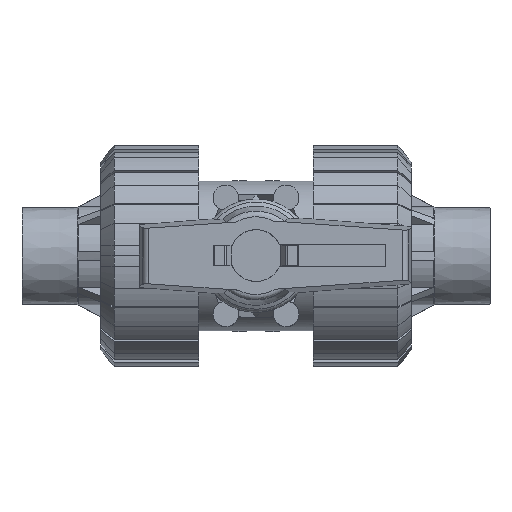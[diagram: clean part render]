
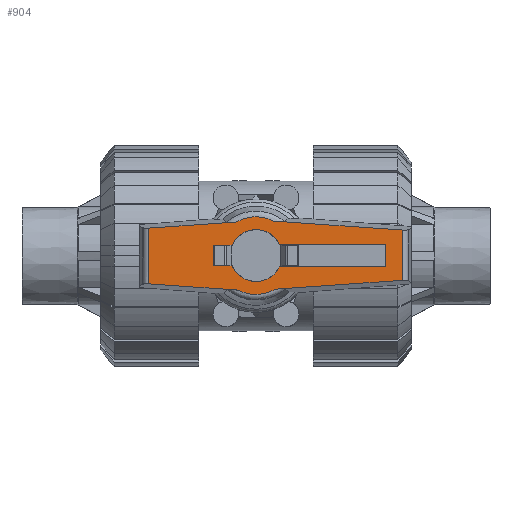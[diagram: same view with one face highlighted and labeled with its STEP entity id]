
A CAD part, top view. The second image highlights one B-rep face of the part: STEP entity #904.
In plain terms, the highlighted planar face has unit normal (0, 0, 1).
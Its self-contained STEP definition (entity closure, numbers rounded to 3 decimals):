
#904=ADVANCED_FACE('',(#2120,#2121),#2122,.T.);
#2120=FACE_BOUND('',#3718,.T.);
#2121=FACE_OUTER_BOUND('',#3719,.T.);
#2122=PLANE('',#3720);
#3718=EDGE_LOOP('',(#6030,#6031,#6032,#6033,#6034,#6035,#6036,#6037));
#3719=EDGE_LOOP('',(#6038,#6039,#6040,#6041,#6042,#6043,#6044,#6045));
#3720=AXIS2_PLACEMENT_3D('',#6046,#6047,#6048);
#6030=ORIENTED_EDGE('',*,*,#10155,.T.);
#6031=ORIENTED_EDGE('',*,*,#10226,.T.);
#6032=ORIENTED_EDGE('',*,*,#10323,.T.);
#6033=ORIENTED_EDGE('',*,*,#10331,.T.);
#6034=ORIENTED_EDGE('',*,*,#10137,.T.);
#6035=ORIENTED_EDGE('',*,*,#10077,.T.);
#6036=ORIENTED_EDGE('',*,*,#10068,.T.);
#6037=ORIENTED_EDGE('',*,*,#10146,.T.);
#6038=ORIENTED_EDGE('',*,*,#10287,.T.);
#6039=ORIENTED_EDGE('',*,*,#10446,.T.);
#6040=ORIENTED_EDGE('',*,*,#10377,.T.);
#6041=ORIENTED_EDGE('',*,*,#10395,.F.);
#6042=ORIENTED_EDGE('',*,*,#10312,.T.);
#6043=ORIENTED_EDGE('',*,*,#10416,.T.);
#6044=ORIENTED_EDGE('',*,*,#10365,.T.);
#6045=ORIENTED_EDGE('',*,*,#10393,.T.);
#6046=CARTESIAN_POINT('',(6.432,0.0,122.5));
#6047=DIRECTION('',(0.0,0.0,1.0));
#6048=DIRECTION('',(1.0,0.0,0.0));
#10068=EDGE_CURVE('',#12112,#12113,#12114,.T.);
#10077=EDGE_CURVE('',#12127,#12112,#12128,.T.);
#10137=EDGE_CURVE('',#12224,#12127,#12225,.T.);
#10146=EDGE_CURVE('',#12113,#12238,#12239,.T.);
#10155=EDGE_CURVE('',#12238,#12249,#12250,.T.);
#10226=EDGE_CURVE('',#12249,#12341,#12343,.T.);
#10287=EDGE_CURVE('',#12445,#12443,#12446,.T.);
#10312=EDGE_CURVE('',#12489,#12487,#12490,.T.);
#10323=EDGE_CURVE('',#12341,#12507,#12508,.T.);
#10331=EDGE_CURVE('',#12507,#12224,#12517,.T.);
#10365=EDGE_CURVE('',#12565,#12563,#12566,.T.);
#10377=EDGE_CURVE('',#12585,#12583,#12586,.T.);
#10393=EDGE_CURVE('',#12563,#12445,#12605,.T.);
#10395=EDGE_CURVE('',#12489,#12583,#12607,.T.);
#10416=EDGE_CURVE('',#12487,#12565,#12634,.T.);
#10446=EDGE_CURVE('',#12443,#12585,#12664,.T.);
#12112=VERTEX_POINT('',#15125);
#12113=VERTEX_POINT('',#15126);
#12114=LINE('',#15127,#15128);
#12127=VERTEX_POINT('',#15147);
#12128=LINE('',#15148,#15149);
#12224=VERTEX_POINT('',#15278);
#12225=CIRCLE('',#15279,8.571);
#12238=VERTEX_POINT('',#15294);
#12239=LINE('',#15295,#15296);
#12249=VERTEX_POINT('',#15311);
#12250=CIRCLE('',#15312,8.571);
#12341=VERTEX_POINT('',#15436);
#12343=LINE('',#15439,#15440);
#12443=VERTEX_POINT('',#15737);
#12445=VERTEX_POINT('',#15768);
#12446=LINE('',#15769,#15770);
#12487=VERTEX_POINT('',#15916);
#12489=VERTEX_POINT('',#15947);
#12490=LINE('',#15948,#15949);
#12507=VERTEX_POINT('',#15971);
#12508=LINE('',#15972,#15973);
#12517=LINE('',#15985,#15986);
#12563=VERTEX_POINT('',#16107);
#12565=VERTEX_POINT('',#16109);
#12566=LINE('',#16110,#16111);
#12583=VERTEX_POINT('',#16182);
#12585=VERTEX_POINT('',#16184);
#12586=LINE('',#16185,#16186);
#12605=LINE('',#16277,#16278);
#12607=LINE('',#16280,#16281);
#12634=CIRCLE('',#16378,12.863);
#12664=CIRCLE('',#16408,12.863);
#15125=CARTESIAN_POINT('',(42.917,3.75,122.5));
#15126=CARTESIAN_POINT('',(42.917,-3.75,122.5));
#15127=CARTESIAN_POINT('',(42.917,0.0,122.5));
#15128=VECTOR('',#21213,1.0);
#15147=CARTESIAN_POINT('',(7.708,3.75,122.5));
#15148=CARTESIAN_POINT('',(13.945,3.75,122.5));
#15149=VECTOR('',#21220,1.0);
#15278=CARTESIAN_POINT('',(-7.879,3.375,122.5));
#15279=AXIS2_PLACEMENT_3D('',#21308,#21309,#21310);
#15294=CARTESIAN_POINT('',(7.708,-3.75,122.5));
#15295=CARTESIAN_POINT('',(13.945,-3.75,122.5));
#15296=VECTOR('',#21325,1.0);
#15311=CARTESIAN_POINT('',(-7.879,-3.375,122.5));
#15312=AXIS2_PLACEMENT_3D('',#21331,#21332,#21333);
#15436=CARTESIAN_POINT('',(-14.217,-3.375,122.5));
#15439=CARTESIAN_POINT('',(-2.356,-3.375,122.5));
#15440=VECTOR('',#21401,1.0);
#15737=CARTESIAN_POINT('',(-5.901,-11.43,122.5));
#15768=CARTESIAN_POINT('',(-35.537,-9.357,122.5));
#15769=CARTESIAN_POINT('',(-4.089,-11.556,122.5));
#15770=VECTOR('',#21450,1.0);
#15916=CARTESIAN_POINT('',(5.901,11.43,122.5));
#15947=CARTESIAN_POINT('',(48.412,8.457,122.5));
#15948=CARTESIAN_POINT('',(27.237,9.938,122.5));
#15949=VECTOR('',#21469,1.0);
#15971=CARTESIAN_POINT('',(-14.217,3.375,122.5));
#15972=CARTESIAN_POINT('',(-14.217,5.063,122.5));
#15973=VECTOR('',#21484,1.0);
#15985=CARTESIAN_POINT('',(-2.356,3.375,122.5));
#15986=VECTOR('',#21491,1.0);
#16107=CARTESIAN_POINT('',(-35.537,9.091,122.5));
#16109=CARTESIAN_POINT('',(-6.458,11.125,122.5));
#16110=CARTESIAN_POINT('',(-3.131,11.357,122.5));
#16111=VECTOR('',#21521,1.0);
#16182=CARTESIAN_POINT('',(48.412,-8.191,122.5));
#16184=CARTESIAN_POINT('',(6.458,-11.125,122.5));
#16185=CARTESIAN_POINT('',(28.158,-9.607,122.5));
#16186=VECTOR('',#21534,1.0);
#16277=CARTESIAN_POINT('',(-35.537,13.5,122.5));
#16278=VECTOR('',#21540,1.0);
#16280=CARTESIAN_POINT('',(48.412,13.5,122.5));
#16281=VECTOR('',#21541,1.0);
#16378=AXIS2_PLACEMENT_3D('',#21562,#21563,#21564);
#16408=AXIS2_PLACEMENT_3D('',#21604,#21605,#21606);
#21213=DIRECTION('',(0.0,-1.0,0.0));
#21220=DIRECTION('',(1.0,0.0,-0.0));
#21308=CARTESIAN_POINT('',(0.0,0.0,122.5));
#21309=DIRECTION('',(0.0,0.0,-1.0));
#21310=DIRECTION('',(1.0,0.0,0.0));
#21325=DIRECTION('',(-1.0,0.0,0.0));
#21331=CARTESIAN_POINT('',(0.0,0.0,122.5));
#21332=DIRECTION('',(0.0,0.0,-1.0));
#21333=DIRECTION('',(1.0,0.0,0.0));
#21401=DIRECTION('',(-1.0,0.0,0.0));
#21450=DIRECTION('',(0.998,-0.07,0.0));
#21469=DIRECTION('',(-0.998,0.07,0.0));
#21484=DIRECTION('',(0.0,1.0,-0.0));
#21491=DIRECTION('',(1.0,0.0,0.0));
#21521=DIRECTION('',(-0.998,-0.07,0.0));
#21534=DIRECTION('',(0.998,0.07,-0.0));
#21540=DIRECTION('',(0.0,-1.0,0.0));
#21541=DIRECTION('',(0.0,-1.0,0.0));
#21562=CARTESIAN_POINT('',(0.0,0.0,122.5));
#21563=DIRECTION('',(0.0,0.0,1.0));
#21564=DIRECTION('',(1.0,0.0,0.0));
#21604=CARTESIAN_POINT('',(0.0,0.0,122.5));
#21605=DIRECTION('',(0.0,0.0,1.0));
#21606=DIRECTION('',(1.0,0.0,0.0));
